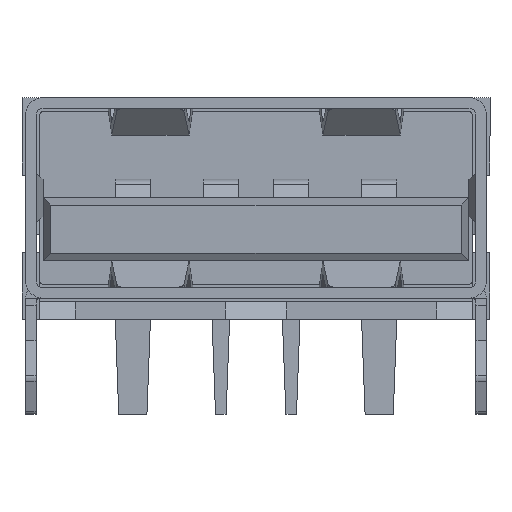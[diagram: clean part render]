
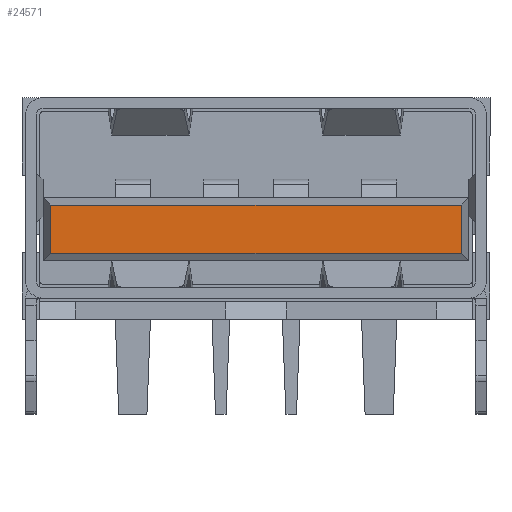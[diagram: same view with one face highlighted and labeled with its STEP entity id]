
A CAD part, front view. The second image highlights one B-rep face of the part: STEP entity #24571.
In plain terms, the highlighted planar face has unit normal (0, -1, 0).
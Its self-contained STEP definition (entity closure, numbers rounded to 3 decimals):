
#324 = CARTESIAN_POINT ( 'NONE',  ( -5.829, 0.5, -1.788 ) ) ;
#792 = EDGE_CURVE ( 'NONE', #26768, #19981, #28357, .T. ) ;
#2185 = FACE_OUTER_BOUND ( 'NONE', #24791, .T. ) ;
#4338 = CARTESIAN_POINT ( 'NONE',  ( 0., 0.5, 0. ) ) ;
#4928 = EDGE_CURVE ( 'NONE', #26824, #26768, #28450, .T. ) ;
#6593 = CARTESIAN_POINT ( 'NONE',  ( 6.043, 0.5, -1.574 ) ) ;
#8078 = DIRECTION ( 'NONE',  ( 0., 0., -1. ) ) ;
#9464 = DIRECTION ( 'NONE',  ( 0., 0., 1. ) ) ;
#9511 = CARTESIAN_POINT ( 'NONE',  ( -5.829, 0.5, -0.202 ) ) ;
#10201 = VERTEX_POINT ( 'NONE', #23393 ) ;
#10684 = ORIENTED_EDGE ( 'NONE', *, *, #14825, .T. ) ;
#10699 = ORIENTED_EDGE ( 'NONE', *, *, #4928, .T. ) ;
#11215 = CARTESIAN_POINT ( 'NONE',  ( -6.043, 0.5, -0.202 ) ) ;
#12513 = PLANE ( 'NONE',  #14293 ) ;
#13437 = VECTOR ( 'NONE', #9464, 1000. ) ;
#14293 = AXIS2_PLACEMENT_3D ( 'NONE', #4338, #22536, #19824 ) ;
#14690 = LINE ( 'NONE', #24857, #13437 ) ;
#14825 = EDGE_CURVE ( 'NONE', #19981, #10201, #32341, .T. ) ;
#15869 = CARTESIAN_POINT ( 'NONE',  ( 5.829, 0.5, -0.202 ) ) ;
#15975 = VECTOR ( 'NONE', #8078, 1000. ) ;
#18324 = EDGE_CURVE ( 'NONE', #10201, #26824, #14690, .T. ) ;
#19795 = VECTOR ( 'NONE', #29996, 1000. ) ;
#19824 = DIRECTION ( 'NONE',  ( 0., 0., -1. ) ) ;
#19981 = VERTEX_POINT ( 'NONE', #28565 ) ;
#22536 = DIRECTION ( 'NONE',  ( 0., -1., 0. ) ) ;
#23393 = CARTESIAN_POINT ( 'NONE',  ( 5.829, 0.5, -1.574 ) ) ;
#23892 = ORIENTED_EDGE ( 'NONE', *, *, #792, .T. ) ;
#24571 = ADVANCED_FACE ( 'NONE', ( #2185 ), #12513, .T. ) ;
#24791 = EDGE_LOOP ( 'NONE', ( #30251, #10699, #23892, #10684 ) ) ;
#24857 = CARTESIAN_POINT ( 'NONE',  ( 5.829, 0.5, 0.012 ) ) ;
#26093 = DIRECTION ( 'NONE',  ( -1., 0., 0. ) ) ;
#26768 = VERTEX_POINT ( 'NONE', #9511 ) ;
#26824 = VERTEX_POINT ( 'NONE', #15869 ) ;
#27999 = VECTOR ( 'NONE', #26093, 1000. ) ;
#28357 = LINE ( 'NONE', #324, #15975 ) ;
#28450 = LINE ( 'NONE', #11215, #27999 ) ;
#28565 = CARTESIAN_POINT ( 'NONE',  ( -5.829, 0.5, -1.574 ) ) ;
#29996 = DIRECTION ( 'NONE',  ( 1., 0., 0. ) ) ;
#30251 = ORIENTED_EDGE ( 'NONE', *, *, #18324, .T. ) ;
#32341 = LINE ( 'NONE', #6593, #19795 ) ;
